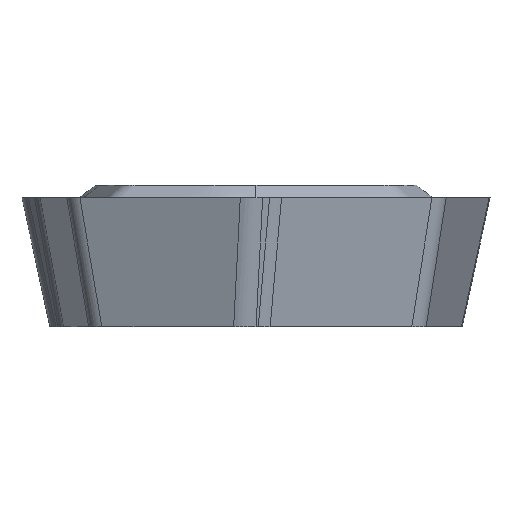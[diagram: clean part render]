
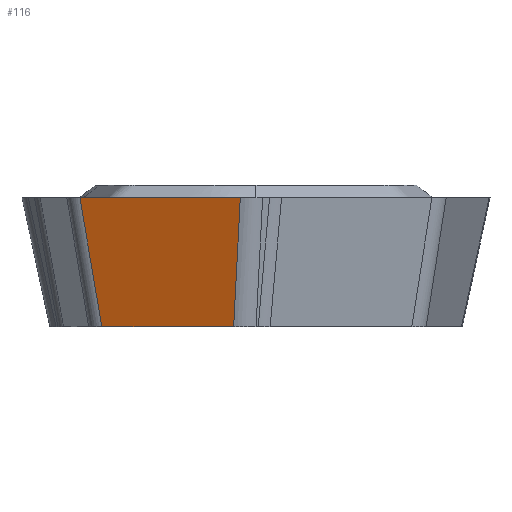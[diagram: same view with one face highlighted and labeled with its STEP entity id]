
A CAD part, left-side view. The second image highlights one B-rep face of the part: STEP entity #116.
In plain terms, the highlighted planar face has unit normal (-0.948, 0.254, -0.191).
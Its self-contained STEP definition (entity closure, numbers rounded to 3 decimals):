
#57=FACE_OUTER_BOUND('',#175,.T.);
#116=ADVANCED_FACE('',(#57),#137,.T.);
#137=PLANE('',#937);
#175=EDGE_LOOP('',(#337,#338,#339,#340));
#337=ORIENTED_EDGE('',*,*,#468,.T.);
#338=ORIENTED_EDGE('',*,*,#543,.T.);
#339=ORIENTED_EDGE('',*,*,#512,.T.);
#340=ORIENTED_EDGE('',*,*,#539,.T.);
#398=VERTEX_POINT('',#1364);
#399=VERTEX_POINT('',#1366);
#442=VERTEX_POINT('',#1683);
#443=VERTEX_POINT('',#1685);
#468=EDGE_CURVE('',#399,#398,#797,.T.);
#512=EDGE_CURVE('',#443,#442,#811,.T.);
#539=EDGE_CURVE('',#442,#399,#831,.T.);
#543=EDGE_CURVE('',#398,#443,#835,.T.);
#797=LINE('',#1365,#857);
#811=LINE('',#1684,#871);
#831=LINE('',#1982,#891);
#835=LINE('',#1989,#895);
#857=VECTOR('',#968,1.);
#871=VECTOR('',#1008,1.);
#891=VECTOR('',#1064,1.);
#895=VECTOR('',#1074,1.);
#937=AXIS2_PLACEMENT_3D('',#1990,#1075,#1076);
#968=DIRECTION('',(0.259,0.966,0.));
#1008=DIRECTION('',(-0.259,-0.966,0.));
#1064=DIRECTION('',(-0.21,-0.05,0.976));
#1074=DIRECTION('',(0.152,-0.166,-0.974));
#1075=DIRECTION('',(-0.948,0.254,-0.191));
#1076=DIRECTION('',(-0.259,-0.966,0.));
#1364=CARTESIAN_POINT('',(-6.197,5.737,-0.4));
#1365=CARTESIAN_POINT('',(-7.708,0.1,-0.4));
#1366=CARTESIAN_POINT('',(-7.597,0.511,-0.4));
#1683=CARTESIAN_POINT('',(-6.694,0.728,-4.6));
#1684=CARTESIAN_POINT('',(-8.236,-5.024,-4.6));
#1685=CARTESIAN_POINT('',(-5.543,5.024,-4.6));
#1982=CARTESIAN_POINT('',(-7.607,0.509,-0.357));
#1989=CARTESIAN_POINT('',(-6.09,5.621,-1.086));
#1990=CARTESIAN_POINT('',(-7.708,0.1,-0.4));
